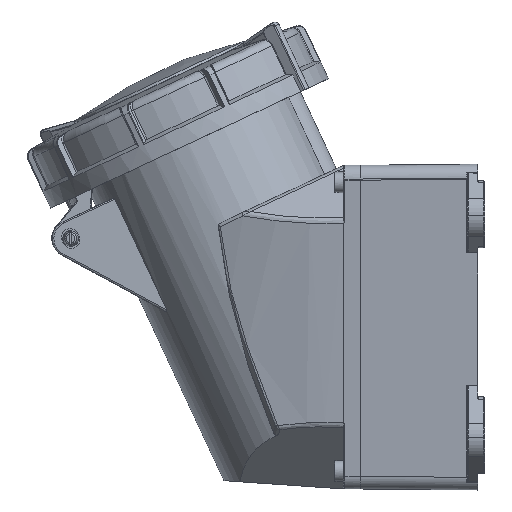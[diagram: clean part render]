
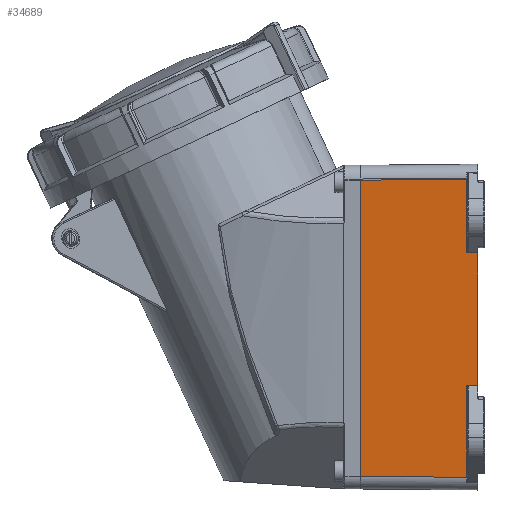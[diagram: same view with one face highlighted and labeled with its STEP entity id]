
A CAD part, left-side view. The second image highlights one B-rep face of the part: STEP entity #34689.
In plain terms, the highlighted face is planar.
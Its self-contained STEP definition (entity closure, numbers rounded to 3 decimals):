
#1783 = DIRECTION ( 'NONE',  ( -0.009, 0.005, -1. ) ) ;
#2813 = CARTESIAN_POINT ( 'NONE',  ( 3634.764, 3954.632, 374.063 ) ) ;
#2895 = VERTEX_POINT ( 'NONE', #9070 ) ;
#3721 = DIRECTION ( 'NONE',  ( -0.084, 0.996, 0. ) ) ;
#5136 = DIRECTION ( 'NONE',  ( 0.084, -0.996, 0. ) ) ;
#7572 = EDGE_CURVE ( 'NONE', #45218, #17039, #38569, .T. ) ;
#7762 = VECTOR ( 'NONE', #5136, 1000. ) ;
#8067 = VERTEX_POINT ( 'NONE', #36642 ) ;
#9070 = CARTESIAN_POINT ( 'NONE',  ( 3632.515, 3981.334, 374.063 ) ) ;
#9926 = EDGE_LOOP ( 'NONE', ( #36178, #16552, #41205, #20499, #10054, #20846, #37890, #21945 ) ) ;
#10054 = ORIENTED_EDGE ( 'NONE', *, *, #43542, .T. ) ;
#11824 = CARTESIAN_POINT ( 'NONE',  ( 3638., 3916.202, 374.063 ) ) ;
#11937 = CARTESIAN_POINT ( 'NONE',  ( 3632.265, 3981.062, 342.938 ) ) ;
#12224 = EDGE_CURVE ( 'NONE', #17546, #8067, #28412, .T. ) ;
#12418 = CARTESIAN_POINT ( 'NONE',  ( 3635.967, 3940.671, 377.262 ) ) ;
#13853 = DIRECTION ( 'NONE',  ( 0.084, -0.996, 0. ) ) ;
#13905 = CARTESIAN_POINT ( 'NONE',  ( 3634.519, 3954.32, 343.135 ) ) ;
#15049 = CARTESIAN_POINT ( 'NONE',  ( 3639.51, 3895.065, 343.262 ) ) ;
#15577 = CARTESIAN_POINT ( 'NONE',  ( 3638.029, 3916.187, 377.262 ) ) ;
#15809 = VECTOR ( 'NONE', #37589, 1000. ) ;
#16525 = EDGE_CURVE ( 'NONE', #17546, #17155, #17567, .T. ) ;
#16552 = ORIENTED_EDGE ( 'NONE', *, *, #7572, .T. ) ;
#17039 = VERTEX_POINT ( 'NONE', #49766 ) ;
#17155 = VERTEX_POINT ( 'NONE', #11824 ) ;
#17546 = VERTEX_POINT ( 'NONE', #15577 ) ;
#17567 = LINE ( 'NONE', #24942, #24138 ) ;
#18060 = VECTOR ( 'NONE', #20994, 1000. ) ;
#18918 = VECTOR ( 'NONE', #29655, 1000. ) ;
#19216 = EDGE_CURVE ( 'NONE', #17039, #2895, #23382, .T. ) ;
#20019 = AXIS2_PLACEMENT_3D ( 'NONE', #26517, #38490, #27027 ) ;
#20259 = LINE ( 'NONE', #44414, #18060 ) ;
#20499 = ORIENTED_EDGE ( 'NONE', *, *, #44674, .T. ) ;
#20846 = ORIENTED_EDGE ( 'NONE', *, *, #12224, .F. ) ;
#20994 = DIRECTION ( 'NONE',  ( -0.009, 0.009, -1. ) ) ;
#21383 = LINE ( 'NONE', #32593, #7762 ) ;
#21945 = ORIENTED_EDGE ( 'NONE', *, *, #36012, .T. ) ;
#23048 = CARTESIAN_POINT ( 'NONE',  ( 3635.672, 3940.646, 343.262 ) ) ;
#23382 = LINE ( 'NONE', #11937, #31415 ) ;
#23473 = FACE_OUTER_BOUND ( 'NONE', #9926, .T. ) ;
#24138 = VECTOR ( 'NONE', #1783, 1000. ) ;
#24942 = CARTESIAN_POINT ( 'NONE',  ( 3637.717, 3916.345, 343.133 ) ) ;
#26517 = CARTESIAN_POINT ( 'NONE',  ( 3635.672, 3940.646, 343.264 ) ) ;
#27027 = DIRECTION ( 'NONE',  ( 0., -0.103, -0.995 ) ) ;
#28412 = LINE ( 'NONE', #12418, #18918 ) ;
#28924 = LINE ( 'NONE', #13905, #15809 ) ;
#29655 = DIRECTION ( 'NONE',  ( -0.084, 0.996, 0. ) ) ;
#30027 = EDGE_CURVE ( 'NONE', #42338, #45218, #20259, .T. ) ;
#31415 = VECTOR ( 'NONE', #43988, 1000. ) ;
#31764 = CARTESIAN_POINT ( 'NONE',  ( 3639.803, 3894.796, 374.063 ) ) ;
#32593 = CARTESIAN_POINT ( 'NONE',  ( 3634.757, 3954.712, 374.063 ) ) ;
#32966 = LINE ( 'NONE', #48755, #38695 ) ;
#33662 = VECTOR ( 'NONE', #3721, 1000. ) ;
#34689 = ADVANCED_FACE ( 'NONE', ( #23473 ), #46919, .T. ) ;
#36012 = EDGE_CURVE ( 'NONE', #17155, #42338, #32966, .T. ) ;
#36178 = ORIENTED_EDGE ( 'NONE', *, *, #30027, .T. ) ;
#36642 = CARTESIAN_POINT ( 'NONE',  ( 3634.789, 3954.665, 377.262 ) ) ;
#37589 = DIRECTION ( 'NONE',  ( 0.008, 0.01, 1. ) ) ;
#37890 = ORIENTED_EDGE ( 'NONE', *, *, #16525, .T. ) ;
#38490 = DIRECTION ( 'NONE',  ( 0.996, 0.084, -0.009 ) ) ;
#38569 = LINE ( 'NONE', #23048, #33662 ) ;
#38695 = VECTOR ( 'NONE', #13853, 1000. ) ;
#41205 = ORIENTED_EDGE ( 'NONE', *, *, #19216, .T. ) ;
#42338 = VERTEX_POINT ( 'NONE', #31764 ) ;
#43542 = EDGE_CURVE ( 'NONE', #46717, #8067, #28924, .T. ) ;
#43988 = DIRECTION ( 'NONE',  ( 0.008, 0.009, 1. ) ) ;
#44414 = CARTESIAN_POINT ( 'NONE',  ( 3639.506, 3895.069, 342.83 ) ) ;
#44674 = EDGE_CURVE ( 'NONE', #2895, #46717, #21383, .T. ) ;
#45218 = VERTEX_POINT ( 'NONE', #15049 ) ;
#46717 = VERTEX_POINT ( 'NONE', #2813 ) ;
#46919 = PLANE ( 'NONE',  #20019 ) ;
#48755 = CARTESIAN_POINT ( 'NONE',  ( 3639.803, 3894.794, 374.063 ) ) ;
#49766 = CARTESIAN_POINT ( 'NONE',  ( 3632.268, 3981.065, 343.262 ) ) ;
